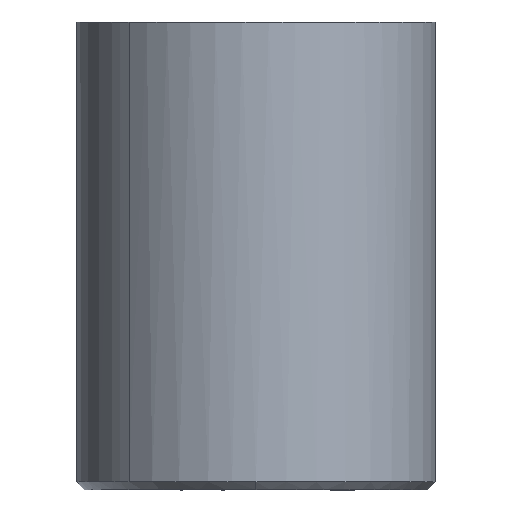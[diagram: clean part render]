
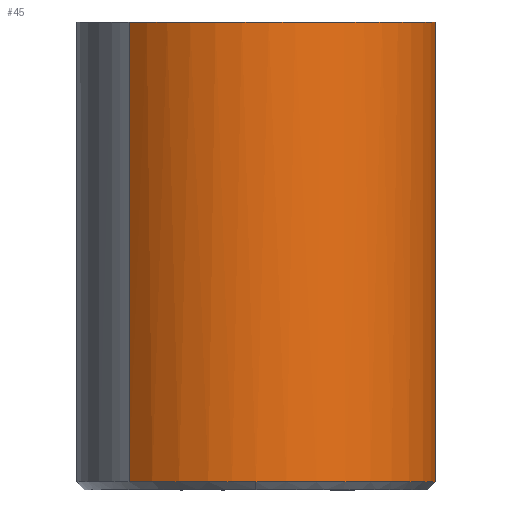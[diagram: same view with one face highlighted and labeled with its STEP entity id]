
A CAD part, left-side view. The second image highlights one B-rep face of the part: STEP entity #45.
In plain terms, the highlighted cylindrical face has radius 6.6 mm (diameter 13.2 mm), a partial arc.
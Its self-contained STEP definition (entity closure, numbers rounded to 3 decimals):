
#45=ADVANCED_FACE('',(#74),#448,.T.);
#74=FACE_OUTER_BOUND('',#106,.T.);
#106=EDGE_LOOP('',(#244,#245,#246,#247,#248,#249,#250));
#244=ORIENTED_EDGE('',*,*,#322,.T.);
#245=ORIENTED_EDGE('',*,*,#308,.T.);
#246=ORIENTED_EDGE('',*,*,#303,.T.);
#247=ORIENTED_EDGE('',*,*,#292,.T.);
#248=ORIENTED_EDGE('',*,*,#301,.T.);
#249=ORIENTED_EDGE('',*,*,#321,.F.);
#250=ORIENTED_EDGE('',*,*,#320,.F.);
#292=EDGE_CURVE('',#422,#423,#387,.T.);
#301=EDGE_CURVE('',#423,#424,#342,.T.);
#303=EDGE_CURVE('',#428,#422,#344,.T.);
#308=EDGE_CURVE('',#429,#428,#347,.T.);
#320=EDGE_CURVE('',#437,#438,#357,.T.);
#321=EDGE_CURVE('',#438,#424,#358,.T.);
#322=EDGE_CURVE('',#437,#429,#359,.T.);
#342=(
BOUNDED_CURVE()
B_SPLINE_CURVE(1,(#995,#996),.UNSPECIFIED.,.F.,.F.)
B_SPLINE_CURVE_WITH_KNOTS((2,2),(14.479,16.9),
 .UNSPECIFIED.)
CURVE()
GEOMETRIC_REPRESENTATION_ITEM()
RATIONAL_B_SPLINE_CURVE((1.,1.))
REPRESENTATION_ITEM('')
);
#344=(
BOUNDED_CURVE()
B_SPLINE_CURVE(1,(#1002,#1003),.UNSPECIFIED.,.F.,.F.)
B_SPLINE_CURVE_WITH_KNOTS((2,2),(0.,11.479),.UNSPECIFIED.)
CURVE()
GEOMETRIC_REPRESENTATION_ITEM()
RATIONAL_B_SPLINE_CURVE((1.,1.))
REPRESENTATION_ITEM('')
);
#347=(
BOUNDED_CURVE()
B_SPLINE_CURVE(2,(#1029,#1030,#1031,#1032,#1033),.UNSPECIFIED.,.F.,.F.)
B_SPLINE_CURVE_WITH_KNOTS((3,2,3),(-14.844,-9.896,0.),
 .UNSPECIFIED.)
CURVE()
GEOMETRIC_REPRESENTATION_ITEM()
RATIONAL_B_SPLINE_CURVE((1.,0.924,1.,0.707,1.))
REPRESENTATION_ITEM('')
);
#357=(
BOUNDED_CURVE()
B_SPLINE_CURVE(1,(#1080,#1081),.UNSPECIFIED.,.F.,.F.)
B_SPLINE_CURVE_WITH_KNOTS((2,2),(0.,16.9),.UNSPECIFIED.)
CURVE()
GEOMETRIC_REPRESENTATION_ITEM()
RATIONAL_B_SPLINE_CURVE((1.,1.))
REPRESENTATION_ITEM('')
);
#358=(
BOUNDED_CURVE()
B_SPLINE_CURVE(2,(#1082,#1083,#1084,#1085,#1086),.UNSPECIFIED.,.F.,.F.)
B_SPLINE_CURVE_WITH_KNOTS((3,2,3),(-19.792,-9.896,0.),
 .UNSPECIFIED.)
CURVE()
GEOMETRIC_REPRESENTATION_ITEM()
RATIONAL_B_SPLINE_CURVE((1.,0.707,1.,0.707,1.))
REPRESENTATION_ITEM('')
);
#359=(
BOUNDED_CURVE()
B_SPLINE_CURVE(2,(#1087,#1088,#1089),.UNSPECIFIED.,.F.,.F.)
B_SPLINE_CURVE_WITH_KNOTS((3,3),(-19.792,-14.844),
 .UNSPECIFIED.)
CURVE()
GEOMETRIC_REPRESENTATION_ITEM()
RATIONAL_B_SPLINE_CURVE((1.,0.924,1.))
REPRESENTATION_ITEM('')
);
#387=B_SPLINE_CURVE_WITH_KNOTS('',3,(#925,#926,#927,#928,#929,#930,#931,
#932,#933,#934,#935,#936,#937,#938,#939,#940,#941,#942,#943,#944,#945),
 .UNSPECIFIED.,.F.,.F.,(4,2,3,2,3,2,3,2,4),(0.,0.595,1.19,
1.784,2.38,2.975,3.569,4.164,
4.759),.UNSPECIFIED.);
#422=VERTEX_POINT('',#752);
#423=VERTEX_POINT('',#753);
#424=VERTEX_POINT('',#754);
#428=VERTEX_POINT('',#758);
#429=VERTEX_POINT('',#759);
#437=VERTEX_POINT('',#767);
#438=VERTEX_POINT('',#768);
#448=CYLINDRICAL_SURFACE('',#580,6.6);
#580=AXIS2_PLACEMENT_3D('',#724,#608,$);
#608=DIRECTION('',(0.,0.,1.));
#724=CARTESIAN_POINT('',(0.,0.,-15.329));
#752=CARTESIAN_POINT('',(4.667,-4.667,-12.3));
#753=CARTESIAN_POINT('',(4.667,-4.667,-9.3));
#754=CARTESIAN_POINT('',(4.667,-4.667,-6.879));
#758=CARTESIAN_POINT('',(4.667,-4.667,-23.779));
#759=CARTESIAN_POINT('',(-6.6,0.,-23.779));
#767=CARTESIAN_POINT('',(-4.667,4.667,-23.779));
#768=CARTESIAN_POINT('',(-4.667,4.667,-6.879));
#925=CARTESIAN_POINT('',(4.667,-4.667,-12.3));
#926=CARTESIAN_POINT('',(4.527,-4.807,-12.3));
#927=CARTESIAN_POINT('',(4.382,-4.938,-12.261));
#928=CARTESIAN_POINT('',(4.103,-5.173,-12.11));
#929=CARTESIAN_POINT('',(3.97,-5.274,-11.999));
#930=CARTESIAN_POINT('',(3.856,-5.356,-11.861));
#931=CARTESIAN_POINT('',(3.742,-5.438,-11.722));
#932=CARTESIAN_POINT('',(3.648,-5.501,-11.557));
#933=CARTESIAN_POINT('',(3.518,-5.585,-11.193));
#934=CARTESIAN_POINT('',(3.484,-5.605,-10.998));
#935=CARTESIAN_POINT('',(3.484,-5.605,-10.8));
#936=CARTESIAN_POINT('',(3.484,-5.605,-10.602));
#937=CARTESIAN_POINT('',(3.518,-5.585,-10.407));
#938=CARTESIAN_POINT('',(3.648,-5.501,-10.043));
#939=CARTESIAN_POINT('',(3.742,-5.438,-9.878));
#940=CARTESIAN_POINT('',(3.856,-5.356,-9.739));
#941=CARTESIAN_POINT('',(3.97,-5.274,-9.601));
#942=CARTESIAN_POINT('',(4.103,-5.173,-9.49));
#943=CARTESIAN_POINT('',(4.382,-4.938,-9.339));
#944=CARTESIAN_POINT('',(4.527,-4.807,-9.3));
#945=CARTESIAN_POINT('',(4.667,-4.667,-9.3));
#995=CARTESIAN_POINT('',(4.667,-4.667,-9.3));
#996=CARTESIAN_POINT('',(4.667,-4.667,-6.879));
#1002=CARTESIAN_POINT('',(4.667,-4.667,-23.779));
#1003=CARTESIAN_POINT('',(4.667,-4.667,-12.3));
#1029=CARTESIAN_POINT('',(-6.6,0.,-23.779));
#1030=CARTESIAN_POINT('',(-6.6,-2.734,-23.779));
#1031=CARTESIAN_POINT('',(-4.667,-4.667,-23.779));
#1032=CARTESIAN_POINT('',(0.,-9.334,-23.779));
#1033=CARTESIAN_POINT('',(4.667,-4.667,-23.779));
#1080=CARTESIAN_POINT('',(-4.667,4.667,-23.779));
#1081=CARTESIAN_POINT('',(-4.667,4.667,-6.879));
#1082=CARTESIAN_POINT('',(-4.667,4.667,-6.879));
#1083=CARTESIAN_POINT('',(-9.334,0.,-6.879));
#1084=CARTESIAN_POINT('',(-4.667,-4.667,-6.879));
#1085=CARTESIAN_POINT('',(0.,-9.334,-6.879));
#1086=CARTESIAN_POINT('',(4.667,-4.667,-6.879));
#1087=CARTESIAN_POINT('',(-4.667,4.667,-23.779));
#1088=CARTESIAN_POINT('',(-6.6,2.734,-23.779));
#1089=CARTESIAN_POINT('',(-6.6,0.,-23.779));
